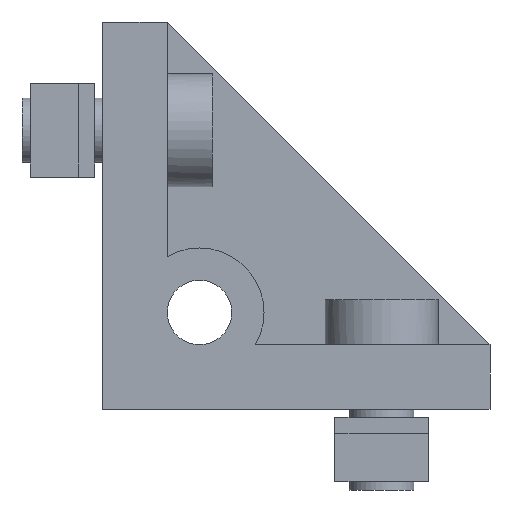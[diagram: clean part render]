
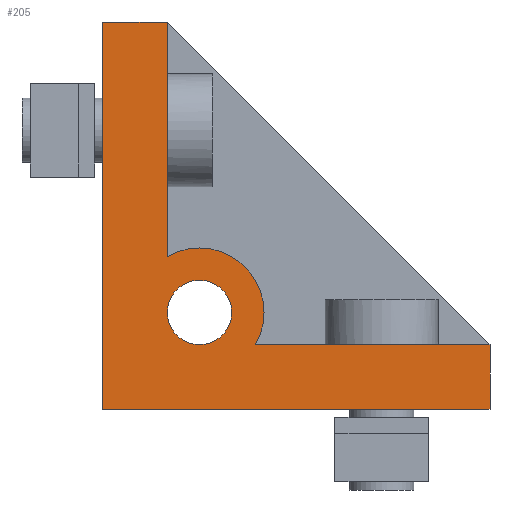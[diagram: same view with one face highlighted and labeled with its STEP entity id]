
A CAD part, left-side view. The second image highlights one B-rep face of the part: STEP entity #205.
In plain terms, the highlighted planar face has unit normal (-1, 0, 0).
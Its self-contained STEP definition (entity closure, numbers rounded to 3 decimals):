
#205=ADVANCED_FACE('',(#414,#415),#416,.T.);
#414=FACE_BOUND('',#618,.T.);
#415=FACE_OUTER_BOUND('',#619,.T.);
#416=PLANE('',#620);
#618=EDGE_LOOP('',(#1182,#1183));
#619=EDGE_LOOP('',(#1184,#1185,#1186,#1187,#1188,#1189,#1190,#1191));
#620=AXIS2_PLACEMENT_3D('',#1192,#1193,#1194);
#1182=ORIENTED_EDGE('',*,*,#1236,.T.);
#1183=ORIENTED_EDGE('',*,*,#1424,.T.);
#1184=ORIENTED_EDGE('',*,*,#1223,.F.);
#1185=ORIENTED_EDGE('',*,*,#1427,.F.);
#1186=ORIENTED_EDGE('',*,*,#1422,.F.);
#1187=ORIENTED_EDGE('',*,*,#1419,.F.);
#1188=ORIENTED_EDGE('',*,*,#1416,.F.);
#1189=ORIENTED_EDGE('',*,*,#1444,.F.);
#1190=ORIENTED_EDGE('',*,*,#1446,.F.);
#1191=ORIENTED_EDGE('',*,*,#1447,.F.);
#1192=CARTESIAN_POINT('',(-6.5,-7.833,7.833));
#1193=DIRECTION('',(-1.0,0.0,0.0));
#1194=DIRECTION('',(0.0,0.0,-1.0));
#1223=EDGE_CURVE('',#1458,#1454,#1460,.T.);
#1236=EDGE_CURVE('',#1478,#1482,#1484,.T.);
#1416=EDGE_CURVE('',#1753,#1751,#1755,.T.);
#1419=EDGE_CURVE('',#1751,#1757,#1759,.T.);
#1422=EDGE_CURVE('',#1757,#1761,#1763,.T.);
#1424=EDGE_CURVE('',#1482,#1478,#1765,.T.);
#1427=EDGE_CURVE('',#1761,#1458,#1768,.T.);
#1444=EDGE_CURVE('',#1788,#1753,#1790,.T.);
#1446=EDGE_CURVE('',#1792,#1788,#1793,.T.);
#1447=EDGE_CURVE('',#1454,#1792,#1794,.T.);
#1454=VERTEX_POINT('',#1801);
#1458=VERTEX_POINT('',#1806);
#1460=CIRCLE('',#1809,4.0);
#1478=VERTEX_POINT('',#1829);
#1482=VERTEX_POINT('',#1834);
#1484=CIRCLE('',#1837,2.0);
#1751=VERTEX_POINT('',#2202);
#1753=VERTEX_POINT('',#2205);
#1755=LINE('',#2208,#2209);
#1757=VERTEX_POINT('',#2211);
#1759=LINE('',#2214,#2215);
#1761=VERTEX_POINT('',#2217);
#1763=LINE('',#2220,#2221);
#1765=CIRCLE('',#2223,2.0);
#1768=LINE('',#2227,#2228);
#1788=VERTEX_POINT('',#2255);
#1790=LINE('',#2258,#2259);
#1792=VERTEX_POINT('',#2261);
#1793=LINE('',#2262,#2263);
#1794=CIRCLE('',#2264,4.0);
#1801=CARTESIAN_POINT('',(-6.5,-6.0,10.0));
#1806=CARTESIAN_POINT('',(-6.5,-4.0,9.464));
#1809=AXIS2_PLACEMENT_3D('',#2275,#2276,#2277);
#1829=CARTESIAN_POINT('',(-6.5,-6.0,4.0));
#1834=CARTESIAN_POINT('',(-6.5,-6.0,8.0));
#1837=AXIS2_PLACEMENT_3D('',#2300,#2301,#2302);
#2202=CARTESIAN_POINT('',(-6.5,0.0,0.0));
#2205=CARTESIAN_POINT('',(-6.5,-24.0,0.0));
#2208=CARTESIAN_POINT('',(-6.5,-24.0,0.0));
#2209=VECTOR('',#2502,1.0);
#2211=CARTESIAN_POINT('',(-6.5,0.0,24.0));
#2214=CARTESIAN_POINT('',(-6.5,0.0,0.0));
#2215=VECTOR('',#2504,1.0);
#2217=CARTESIAN_POINT('',(-6.5,-4.0,24.0));
#2220=CARTESIAN_POINT('',(-6.5,0.0,24.0));
#2221=VECTOR('',#2506,1.0);
#2223=AXIS2_PLACEMENT_3D('',#2507,#2508,#2509);
#2227=CARTESIAN_POINT('',(-6.5,-4.0,24.0));
#2228=VECTOR('',#2511,1.0);
#2255=CARTESIAN_POINT('',(-6.5,-24.0,4.0));
#2258=CARTESIAN_POINT('',(-6.5,-24.0,4.0));
#2259=VECTOR('',#2526,1.0);
#2261=CARTESIAN_POINT('',(-6.5,-9.464,4.0));
#2262=CARTESIAN_POINT('',(-6.5,-4.0,4.0));
#2263=VECTOR('',#2527,1.0);
#2264=AXIS2_PLACEMENT_3D('',#2528,#2529,#2530);
#2275=CARTESIAN_POINT('',(-6.5,-6.0,6.0));
#2276=DIRECTION('',(1.0,0.0,0.0));
#2277=DIRECTION('',(0.0,0.0,-1.0));
#2300=CARTESIAN_POINT('',(-6.5,-6.0,6.0));
#2301=DIRECTION('',(1.0,-0.0,0.0));
#2302=DIRECTION('',(0.0,0.0,-1.0));
#2502=DIRECTION('',(0.0,1.0,-0.0));
#2504=DIRECTION('',(0.0,-0.0,1.0));
#2506=DIRECTION('',(0.0,-1.0,0.0));
#2507=CARTESIAN_POINT('',(-6.5,-6.0,6.0));
#2508=DIRECTION('',(1.0,-0.0,0.0));
#2509=DIRECTION('',(0.0,0.0,-1.0));
#2511=DIRECTION('',(0.0,0.0,-1.0));
#2526=DIRECTION('',(0.0,0.0,-1.0));
#2527=DIRECTION('',(0.0,-1.0,0.0));
#2528=CARTESIAN_POINT('',(-6.5,-6.0,6.0));
#2529=DIRECTION('',(1.0,0.0,0.0));
#2530=DIRECTION('',(0.0,0.0,-1.0));
